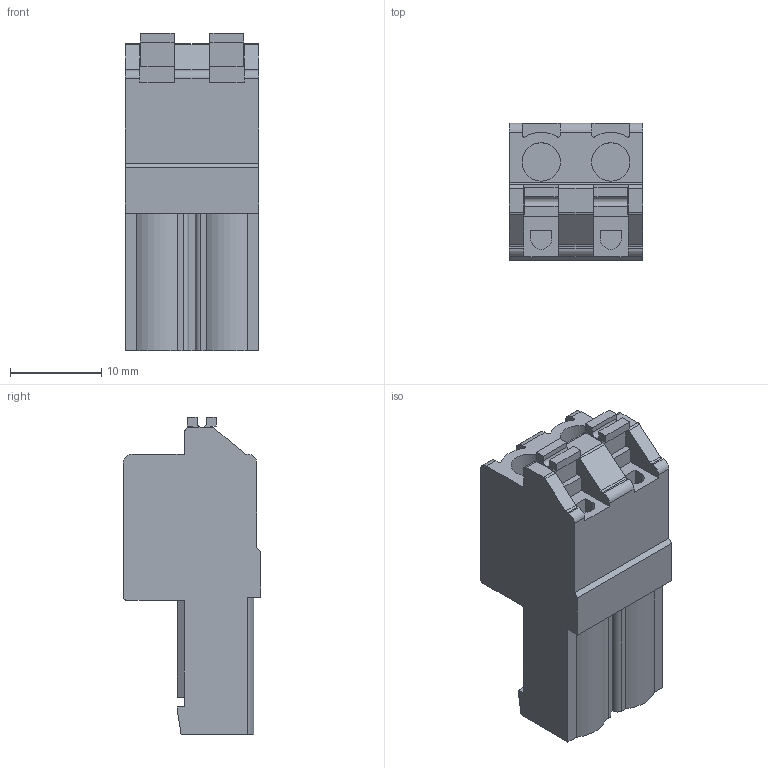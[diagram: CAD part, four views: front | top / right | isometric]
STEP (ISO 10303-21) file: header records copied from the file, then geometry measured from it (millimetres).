
FILE_DESCRIPTION(('CATIA V5 STEP Exchange','CAx-IF Rec.Pracs.--- Model Styling and Organization---1.2---2011-12-15'),'2;1');
FILE_NAME ('D1447600_0_1043590000_1043590000.stp','2018-11-20T05:07:39+00:00',('none'),('Weidmueller'),'CATIA Version 5-6 Release 2014','CATIA V5 STEP AP214','none');
FILE_SCHEMA(('AUTOMOTIVE_DESIGN { 1 0 10303 214 1 1 1 1 }'));
Length unit declared in the file: millimetre
Products named in the file (1): 1043590000
Bounding box: 14.62 x 15.05 x 34.73 mm (x, y, z)
Volume: 4012.4 mm3; surface area: 3505 mm2
Topology: 5 solids, 5 shells, 232 faces, 642 edges, 426 vertices
Faces by surface type: plane 187, cylinder 45
Entity records: 6859 total; most frequent: ORIENTED_EDGE 1284, CARTESIAN_POINT 1217, DIRECTION 938, EDGE_CURVE 642, VECTOR 550, LINE 550, VERTEX_POINT 426, EDGE_LOOP 242
